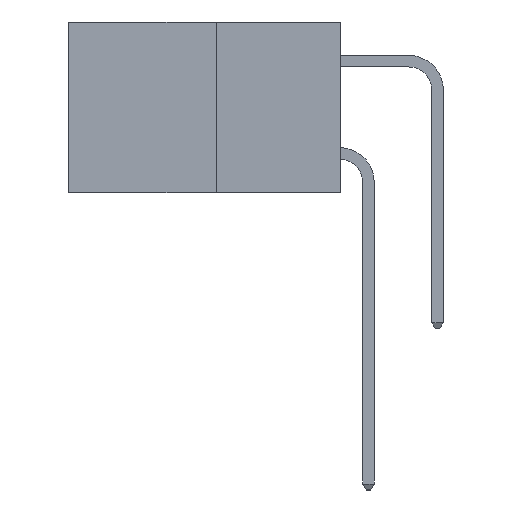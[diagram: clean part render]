
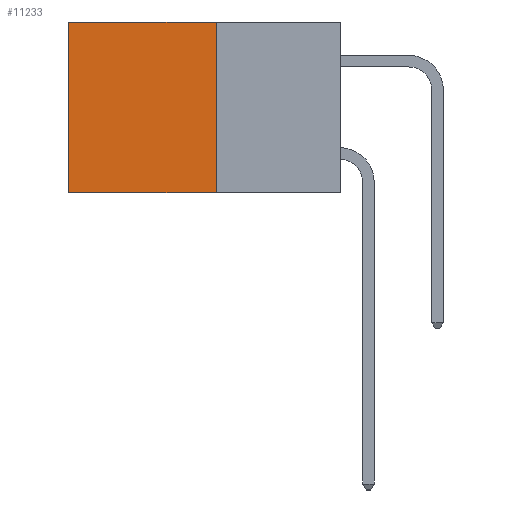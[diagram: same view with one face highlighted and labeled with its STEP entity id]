
A CAD part, left-side view. The second image highlights one B-rep face of the part: STEP entity #11233.
In plain terms, the highlighted planar face has unit normal (-1, 0, 0).
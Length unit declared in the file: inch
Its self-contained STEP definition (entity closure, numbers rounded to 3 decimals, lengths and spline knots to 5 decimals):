
#898 = DIRECTION ( 'NONE',  ( 0., 1., 0. ) ) ;
#902 = CARTESIAN_POINT ( 'NONE',  ( 0.277, 0.27, 0. ) ) ;
#1212 = DIRECTION ( 'NONE',  ( 0., 1., 0. ) ) ;
#1637 = EDGE_CURVE ( 'NONE', #12337, #7501, #10731, .T. ) ;
#1670 = FACE_OUTER_BOUND ( 'NONE', #5753, .T. ) ;
#1896 = VECTOR ( 'NONE', #9973, 39.37008 ) ;
#2003 = PLANE ( 'NONE',  #12320 ) ;
#2018 = EDGE_CURVE ( 'NONE', #5383, #12337, #2188, .T. ) ;
#2188 = LINE ( 'NONE', #9625, #9870 ) ;
#2572 = LINE ( 'NONE', #10221, #1896 ) ;
#3400 = VERTEX_POINT ( 'NONE', #10121 ) ;
#4178 = EDGE_CURVE ( 'NONE', #5383, #3400, #9381, .T. ) ;
#4390 = VECTOR ( 'NONE', #898, 39.37008 ) ;
#5062 = DIRECTION ( 'NONE',  ( 1., 0., 0. ) ) ;
#5383 = VERTEX_POINT ( 'NONE', #9783 ) ;
#5753 = EDGE_LOOP ( 'NONE', ( #10037, #12479, #6257, #6410 ) ) ;
#6257 = ORIENTED_EDGE ( 'NONE', *, *, #2018, .F. ) ;
#6410 = ORIENTED_EDGE ( 'NONE', *, *, #4178, .T. ) ;
#7070 = CARTESIAN_POINT ( 'NONE',  ( 0.277, 0.27, -0.37 ) ) ;
#7501 = VERTEX_POINT ( 'NONE', #11364 ) ;
#8207 = VECTOR ( 'NONE', #1212, 39.37008 ) ;
#8302 = CARTESIAN_POINT ( 'NONE',  ( 0.277, 0.27, -0.37 ) ) ;
#9381 = LINE ( 'NONE', #902, #4390 ) ;
#9625 = CARTESIAN_POINT ( 'NONE',  ( 0.277, 0.27, -0.37 ) ) ;
#9725 = EDGE_CURVE ( 'NONE', #3400, #7501, #2572, .T. ) ;
#9783 = CARTESIAN_POINT ( 'NONE',  ( 0.277, 0.27, 0. ) ) ;
#9870 = VECTOR ( 'NONE', #9985, 39.37008 ) ;
#9973 = DIRECTION ( 'NONE',  ( 0., 0., -1. ) ) ;
#9985 = DIRECTION ( 'NONE',  ( 0., 0., -1. ) ) ;
#10037 = ORIENTED_EDGE ( 'NONE', *, *, #9725, .T. ) ;
#10121 = CARTESIAN_POINT ( 'NONE',  ( 0.277, 0.59, 0. ) ) ;
#10221 = CARTESIAN_POINT ( 'NONE',  ( 0.277, 0.59, -0.37 ) ) ;
#10731 = LINE ( 'NONE', #8302, #8207 ) ;
#11233 = ADVANCED_FACE ( 'NONE', ( #1670 ), #2003, .F. ) ;
#11364 = CARTESIAN_POINT ( 'NONE',  ( 0.277, 0.59, -0.37 ) ) ;
#11902 = DIRECTION ( 'NONE',  ( 0., 0., -1. ) ) ;
#12320 = AXIS2_PLACEMENT_3D ( 'NONE', #7070, #5062, #11902 ) ;
#12337 = VERTEX_POINT ( 'NONE', #12551 ) ;
#12479 = ORIENTED_EDGE ( 'NONE', *, *, #1637, .F. ) ;
#12551 = CARTESIAN_POINT ( 'NONE',  ( 0.277, 0.27, -0.37 ) ) ;
